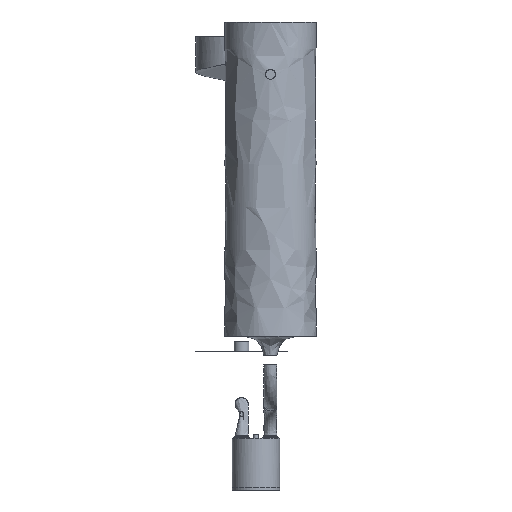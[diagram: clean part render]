
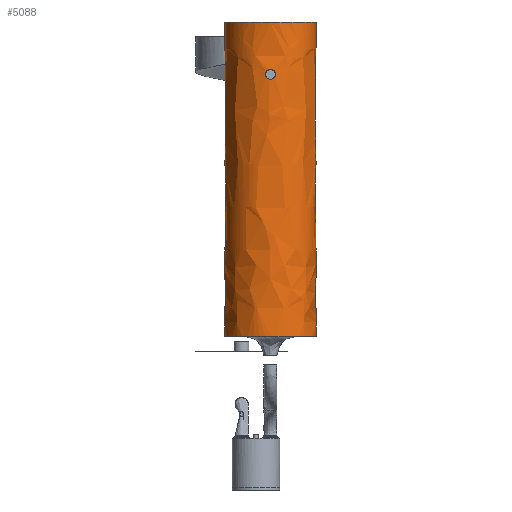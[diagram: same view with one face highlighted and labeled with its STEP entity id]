
A CAD part, left-side view. The second image highlights one B-rep face of the part: STEP entity #5088.
In plain terms, the highlighted free-form (B-spline) face has degree [3, 1] with [7, 2] control points.
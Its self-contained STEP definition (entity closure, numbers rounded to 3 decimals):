
#4860=CARTESIAN_POINT('',(-64.92,60.9,198.14));
#4861=VERTEX_POINT('',#4860);
#4862=CARTESIAN_POINT('',(-242.72,60.9,198.14));
#4863=VERTEX_POINT('',#4862);
#4864=CARTESIAN_POINT('',(-64.92,60.9,198.14));
#4865=CARTESIAN_POINT('',(-64.92,149.8,198.14));
#4866=CARTESIAN_POINT('',(-153.82,149.8,198.14));
#4867=CARTESIAN_POINT('',(-242.72,149.8,198.14));
#4868=CARTESIAN_POINT('',(-242.72,60.9,198.14));
#4876=(BOUNDED_CURVE()B_SPLINE_CURVE(2,(#4864,#4865,#4866,#4867,#4868),.UNSPECIFIED.,.F.,.U.)B_SPLINE_CURVE_WITH_KNOTS((3,2,3),(0.0,1.571,3.142),.UNSPECIFIED.)CURVE()GEOMETRIC_REPRESENTATION_ITEM()RATIONAL_B_SPLINE_CURVE((1.0,0.707,1.0,0.707,1.0))REPRESENTATION_ITEM(''));
#4877=EDGE_CURVE('',#4861,#4863,#4876,.T.);
#4879=CARTESIAN_POINT('',(-64.92,60.9,198.14));
#4880=CARTESIAN_POINT('',(-64.92,-28.,198.14));
#4881=CARTESIAN_POINT('',(-153.82,-28.,198.14));
#4882=CARTESIAN_POINT('',(-242.72,-28.,198.14));
#4883=CARTESIAN_POINT('',(-242.72,60.9,198.14));
#4891=(BOUNDED_CURVE()B_SPLINE_CURVE(2,(#4879,#4880,#4881,#4882,#4883),.UNSPECIFIED.,.F.,.U.)B_SPLINE_CURVE_WITH_KNOTS((3,2,3),(0.0,1.571,3.142),.UNSPECIFIED.)CURVE()GEOMETRIC_REPRESENTATION_ITEM()RATIONAL_B_SPLINE_CURVE((1.0,0.707,1.0,0.707,1.0))REPRESENTATION_ITEM(''));
#4892=EDGE_CURVE('',#4861,#4863,#4891,.T.);
#4984=CARTESIAN_POINT('',(-64.92,60.9,198.14));
#4985=CARTESIAN_POINT('',(-64.92,238.7,198.14));
#4986=CARTESIAN_POINT('',(-242.72,238.7,198.14));
#4987=CARTESIAN_POINT('',(-242.72,60.9,198.14));
#4988=CARTESIAN_POINT('',(-242.72,-116.9,198.14));
#4989=CARTESIAN_POINT('',(-64.92,-116.9,198.14));
#4990=CARTESIAN_POINT('',(-64.92,60.9,198.14));
#4991=CARTESIAN_POINT('',(-64.92,60.9,807.74));
#4992=CARTESIAN_POINT('',(-64.92,238.7,807.74));
#4993=CARTESIAN_POINT('',(-242.72,238.7,807.74));
#4994=CARTESIAN_POINT('',(-242.72,60.9,807.74));
#4995=CARTESIAN_POINT('',(-242.72,-116.9,807.74));
#4996=CARTESIAN_POINT('',(-64.92,-116.9,807.74));
#4997=CARTESIAN_POINT('',(-64.92,60.9,807.74));
#5005=(BOUNDED_SURFACE()B_SPLINE_SURFACE(3,1,((#4984,#4991),(#4985,#4992),(#4986,#4993),(#4987,#4994),(#4988,#4995),(#4989,#4996),(#4990,#4997)),.UNSPECIFIED.,.T.,.F.,.U.)B_SPLINE_SURFACE_WITH_KNOTS((4,3,4),(2,2),(0.0,0.5,1.0),(0.0,1.0),.UNSPECIFIED.)GEOMETRIC_REPRESENTATION_ITEM()RATIONAL_B_SPLINE_SURFACE(((1.0,1.0),(0.333,0.333),(0.333,0.333),(1.0,1.0),(0.333,0.333),(0.333,0.333),(1.0,1.0)))REPRESENTATION_ITEM('')SURFACE());
#5006=CARTESIAN_POINT('',(-64.92,60.9,807.74));
#5007=VERTEX_POINT('',#5006);
#5008=CARTESIAN_POINT('',(-64.92,60.9,807.74));
#5009=CARTESIAN_POINT('',(-64.92,60.9,198.14));
#5010=QUASI_UNIFORM_CURVE('',1,(#5008,#5009),.UNSPECIFIED.,.F.,.U.);
#5011=EDGE_CURVE('',#5007,#4861,#5010,.T.);
#5012=ORIENTED_EDGE('',*,*,#5011,.T.);
#5013=ORIENTED_EDGE('',*,*,#4892,.T.);
#5014=ORIENTED_EDGE('',*,*,#4877,.F.);
#5015=CARTESIAN_POINT('',(-64.92,60.9,198.14));
#5016=CARTESIAN_POINT('',(-64.92,60.9,807.74));
#5017=QUASI_UNIFORM_CURVE('',1,(#5015,#5016),.UNSPECIFIED.,.F.,.U.);
#5018=EDGE_CURVE('',#4861,#5007,#5017,.T.);
#5019=ORIENTED_EDGE('',*,*,#5018,.T.);
#5020=EDGE_LOOP('',(#5012,#5013,#5014,#5019));
#5021=FACE_OUTER_BOUND('',#5020,.T.);
#5022=CARTESIAN_POINT('',(-242.72,60.9,807.74));
#5023=VERTEX_POINT('',#5022);
#5024=CARTESIAN_POINT('',(-242.72,60.9,807.74));
#5025=CARTESIAN_POINT('',(-242.72,149.8,807.74));
#5026=CARTESIAN_POINT('',(-153.82,149.8,807.74));
#5027=CARTESIAN_POINT('',(-64.92,149.8,807.74));
#5028=CARTESIAN_POINT('',(-64.92,60.9,807.74));
#5036=(BOUNDED_CURVE()B_SPLINE_CURVE(2,(#5024,#5025,#5026,#5027,#5028),.UNSPECIFIED.,.F.,.U.)B_SPLINE_CURVE_WITH_KNOTS((3,2,3),(0.0,1.571,3.142),.UNSPECIFIED.)CURVE()GEOMETRIC_REPRESENTATION_ITEM()RATIONAL_B_SPLINE_CURVE((1.0,0.707,1.0,0.707,1.0))REPRESENTATION_ITEM(''));
#5037=EDGE_CURVE('',#5023,#5007,#5036,.T.);
#5038=ORIENTED_EDGE('',*,*,#5037,.F.);
#5039=CARTESIAN_POINT('',(-242.72,60.9,807.74));
#5040=CARTESIAN_POINT('',(-242.72,-28.,807.74));
#5041=CARTESIAN_POINT('',(-153.82,-28.,807.74));
#5042=CARTESIAN_POINT('',(-64.92,-28.,807.74));
#5043=CARTESIAN_POINT('',(-64.92,60.9,807.74));
#5051=(BOUNDED_CURVE()B_SPLINE_CURVE(2,(#5039,#5040,#5041,#5042,#5043),.UNSPECIFIED.,.F.,.U.)B_SPLINE_CURVE_WITH_KNOTS((3,2,3),(0.0,1.571,3.142),.UNSPECIFIED.)CURVE()GEOMETRIC_REPRESENTATION_ITEM()RATIONAL_B_SPLINE_CURVE((1.0,0.707,1.0,0.707,1.0))REPRESENTATION_ITEM(''));
#5052=EDGE_CURVE('',#5023,#5007,#5051,.T.);
#5053=ORIENTED_EDGE('',*,*,#5052,.T.);
#5054=EDGE_LOOP('',(#5038,#5053));
#5055=FACE_BOUND('',#5054,.T.);
#5056=CARTESIAN_POINT('',(-242.72,60.896,715.69));
#5057=VERTEX_POINT('',#5056);
#5058=CARTESIAN_POINT('',(-242.72,60.9,696.59));
#5059=VERTEX_POINT('',#5058);
#5060=CARTESIAN_POINT('',(-242.72,60.896,715.69));
#5061=CARTESIAN_POINT('',(-242.72,58.403,715.689));
#5062=CARTESIAN_POINT('',(-242.599,55.927,714.674));
#5063=CARTESIAN_POINT('',(-242.327,52.362,711.106));
#5064=CARTESIAN_POINT('',(-242.205,51.349,708.628));
#5065=CARTESIAN_POINT('',(-242.206,51.351,703.642));
#5066=CARTESIAN_POINT('',(-242.329,52.386,701.149));
#5067=CARTESIAN_POINT('',(-242.597,55.907,697.627));
#5068=CARTESIAN_POINT('',(-242.72,58.374,696.59));
#5069=CARTESIAN_POINT('',(-242.72,60.9,696.59));
#5070=B_SPLINE_CURVE_WITH_KNOTS('',3,(#5060,#5061,#5062,#5063,#5064,#5065,#5066,#5067,#5068,#5069),.UNSPECIFIED.,.F.,.U.,(4,2,2,2,4),(0.5,0.625,0.75,0.875,1.0),.UNSPECIFIED.);
#5071=EDGE_CURVE('',#5057,#5059,#5070,.T.);
#5072=ORIENTED_EDGE('',*,*,#5071,.F.);
#5073=CARTESIAN_POINT('',(-242.72,60.9,696.59));
#5074=CARTESIAN_POINT('',(-242.72,63.426,696.59));
#5075=CARTESIAN_POINT('',(-242.597,65.899,697.63));
#5076=CARTESIAN_POINT('',(-242.329,69.418,701.155));
#5077=CARTESIAN_POINT('',(-242.205,70.452,703.624));
#5078=CARTESIAN_POINT('',(-242.206,70.448,708.673));
#5079=CARTESIAN_POINT('',(-242.33,69.409,711.14));
#5080=CARTESIAN_POINT('',(-242.598,65.884,714.658));
#5081=CARTESIAN_POINT('',(-242.72,63.39,715.691));
#5082=CARTESIAN_POINT('',(-242.72,60.896,715.69));
#5083=B_SPLINE_CURVE_WITH_KNOTS('',3,(#5073,#5074,#5075,#5076,#5077,#5078,#5079,#5080,#5081,#5082),.UNSPECIFIED.,.F.,.U.,(4,2,2,2,4),(0.0,0.125,0.25,0.375,0.5),.UNSPECIFIED.);
#5084=EDGE_CURVE('',#5059,#5057,#5083,.T.);
#5085=ORIENTED_EDGE('',*,*,#5084,.F.);
#5086=EDGE_LOOP('',(#5072,#5085));
#5087=FACE_BOUND('',#5086,.T.);
#5088=ADVANCED_FACE('',(#5021,#5055,#5087),#5005,.F.);
